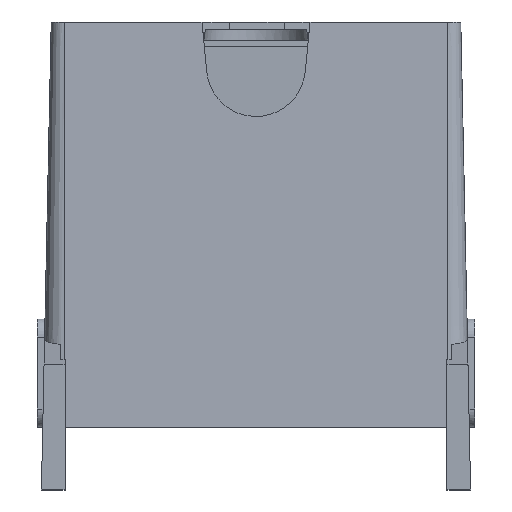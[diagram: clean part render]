
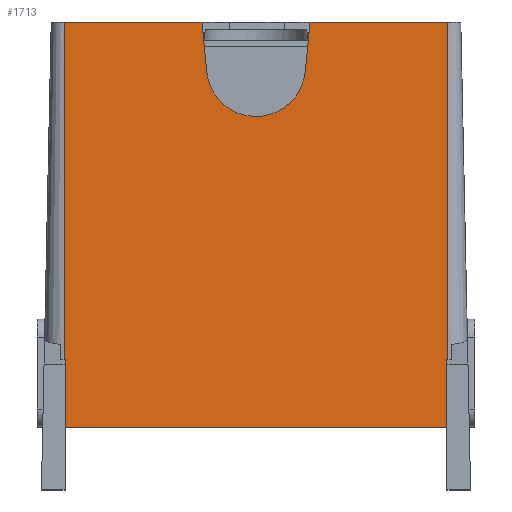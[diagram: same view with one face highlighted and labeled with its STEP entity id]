
A CAD part, front view. The second image highlights one B-rep face of the part: STEP entity #1713.
In plain terms, the highlighted planar face has unit normal (0, -1, 0.021).
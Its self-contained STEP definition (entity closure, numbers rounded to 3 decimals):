
#1654=AXIS2_PLACEMENT_3D('Plane Axis2P3D',#1651,#1652,#1653) ;
#674=CARTESIAN_POINT('Vertex',(45.555,7.925,7.)) ;
#677=CARTESIAN_POINT('Line Origine',(24.3,7.925,7.)) ;
#681=CARTESIAN_POINT('Vertex',(3.045,7.925,7.)) ;
#1609=CARTESIAN_POINT('Vertex',(45.555,8.867,52.)) ;
#1612=CARTESIAN_POINT('Line Origine',(45.555,8.396,29.5)) ;
#1651=CARTESIAN_POINT('Axis2P3D Location',(24.3,8.867,52.)) ;
#1656=CARTESIAN_POINT('Line Origine',(24.3,8.867,52.)) ;
#1660=CARTESIAN_POINT('Vertex',(3.045,8.867,52.)) ;
#1662=CARTESIAN_POINT('Vertex',(18.3,8.867,52.)) ;
#1665=CARTESIAN_POINT('Line Origine',(3.045,8.396,29.5)) ;
#1670=CARTESIAN_POINT('Line Origine',(24.3,8.867,52.)) ;
#1674=CARTESIAN_POINT('Vertex',(30.3,8.867,52.)) ;
#1678=CARTESIAN_POINT('Control Point',(29.775,8.752,46.48)) ;
#1679=CARTESIAN_POINT('Control Point',(30.3,8.867,52.)) ;
#1680=CARTESIAN_POINT('Vertex',(29.775,8.752,46.48)) ;
#1684=CARTESIAN_POINT('Control Point',(29.775,8.752,46.48)) ;
#1685=CARTESIAN_POINT('Control Point',(29.667,8.728,45.337)) ;
#1686=CARTESIAN_POINT('Control Point',(29.26,8.704,44.223)) ;
#1687=CARTESIAN_POINT('Control Point',(28.565,8.684,43.241)) ;
#1688=CARTESIAN_POINT('Control Point',(27.157,8.659,42.084)) ;
#1689=CARTESIAN_POINT('Control Point',(25.453,8.649,41.569)) ;
#1690=CARTESIAN_POINT('Control Point',(24.836,8.647,41.474)) ;
#1691=CARTESIAN_POINT('Control Point',(22.716,8.646,41.448)) ;
#1692=CARTESIAN_POINT('Control Point',(20.723,8.666,42.417)) ;
#1693=CARTESIAN_POINT('Control Point',(19.604,8.691,43.573)) ;
#1694=CARTESIAN_POINT('Control Point',(18.965,8.721,45.002)) ;
#1695=CARTESIAN_POINT('Control Point',(18.825,8.752,46.48)) ;
#1696=CARTESIAN_POINT('Vertex',(18.825,8.752,46.48)) ;
#1700=CARTESIAN_POINT('Control Point',(18.825,8.752,46.48)) ;
#1701=CARTESIAN_POINT('Control Point',(18.3,8.867,52.)) ;
#678=DIRECTION('Vector Direction',(-1.,0.,0.)) ;
#1613=DIRECTION('Vector Direction',(0.,-0.021,-1.)) ;
#1652=DIRECTION('Axis2P3D Direction',(0.,-1.,0.021)) ;
#1653=DIRECTION('Axis2P3D XDirection',(-1.,0.,0.)) ;
#1657=DIRECTION('Vector Direction',(-1.,0.,0.)) ;
#1666=DIRECTION('Vector Direction',(0.,-0.021,-1.)) ;
#1671=DIRECTION('Vector Direction',(-1.,0.,0.)) ;
#679=VECTOR('Line Direction',#678,1.) ;
#1614=VECTOR('Line Direction',#1613,1.) ;
#1658=VECTOR('Line Direction',#1657,1.) ;
#1667=VECTOR('Line Direction',#1666,1.) ;
#1672=VECTOR('Line Direction',#1671,1.) ;
#1704=ORIENTED_EDGE('',*,*,#1664,.F.) ;
#1705=ORIENTED_EDGE('',*,*,#1669,.F.) ;
#1706=ORIENTED_EDGE('',*,*,#683,.F.) ;
#1707=ORIENTED_EDGE('',*,*,#1616,.T.) ;
#1708=ORIENTED_EDGE('',*,*,#1676,.F.) ;
#1709=ORIENTED_EDGE('',*,*,#1682,.F.) ;
#1710=ORIENTED_EDGE('',*,*,#1698,.T.) ;
#1711=ORIENTED_EDGE('',*,*,#1702,.T.) ;
#1713=ADVANCED_FACE('57207_IE-FC-PWPC.1\\57218 AFPL PWB 2ST FC.1\\Koerper.2',(#1712),#1655,.T.) ;
#1677=B_SPLINE_CURVE_WITH_KNOTS('',1,(#1678,#1679),.UNSPECIFIED.,.F.,.U.,(2,2),(-2.773,2.773),.UNSPECIFIED.) ;
#1683=B_SPLINE_CURVE_WITH_KNOTS('',5,(#1684,#1685,#1686,#1687,#1688,#1689,#1690,#1691,#1692,#1693,#1694,#1695),.UNSPECIFIED.,.F.,.U.,(6,3,3,6),(0.,8.116,12.469,22.964),.UNSPECIFIED.) ;
#1699=B_SPLINE_CURVE_WITH_KNOTS('',1,(#1700,#1701),.UNSPECIFIED.,.F.,.U.,(2,2),(-2.773,2.773),.UNSPECIFIED.) ;
#683=EDGE_CURVE('',#675,#682,#680,.T.) ;
#1616=EDGE_CURVE('',#675,#1610,#1615,.F.) ;
#1664=EDGE_CURVE('',#1661,#1663,#1659,.F.) ;
#1669=EDGE_CURVE('',#682,#1661,#1668,.F.) ;
#1676=EDGE_CURVE('',#1675,#1610,#1673,.F.) ;
#1682=EDGE_CURVE('',#1681,#1675,#1677,.T.) ;
#1698=EDGE_CURVE('',#1681,#1697,#1683,.T.) ;
#1702=EDGE_CURVE('',#1697,#1663,#1699,.T.) ;
#1703=EDGE_LOOP('',(#1704,#1705,#1706,#1707,#1708,#1709,#1710,#1711)) ;
#1712=FACE_OUTER_BOUND('',#1703,.T.) ;
#680=LINE('Line',#677,#679) ;
#1615=LINE('Line',#1612,#1614) ;
#1659=LINE('Line',#1656,#1658) ;
#1668=LINE('Line',#1665,#1667) ;
#1673=LINE('Line',#1670,#1672) ;
#1655=PLANE('',#1654) ;
#675=VERTEX_POINT('',#674) ;
#682=VERTEX_POINT('',#681) ;
#1610=VERTEX_POINT('',#1609) ;
#1661=VERTEX_POINT('',#1660) ;
#1663=VERTEX_POINT('',#1662) ;
#1675=VERTEX_POINT('',#1674) ;
#1681=VERTEX_POINT('',#1680) ;
#1697=VERTEX_POINT('',#1696) ;
